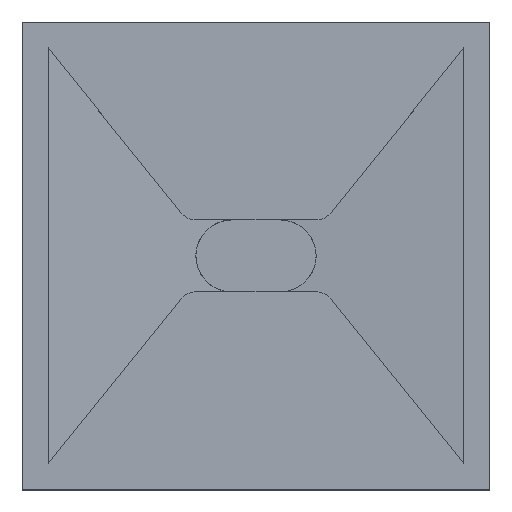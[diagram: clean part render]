
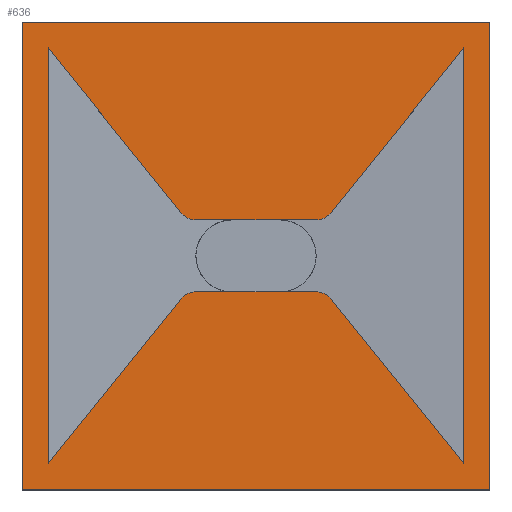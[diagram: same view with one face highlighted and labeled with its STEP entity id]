
A CAD part, top view. The second image highlights one B-rep face of the part: STEP entity #636.
In plain terms, the highlighted planar face has unit normal (0, 0, 1).
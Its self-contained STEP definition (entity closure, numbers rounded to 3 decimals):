
#18=CIRCLE('',#694,5.);
#19=CIRCLE('',#695,5.);
#20=CIRCLE('',#696,5.);
#21=CIRCLE('',#697,5.);
#89=ORIENTED_EDGE('',*,*,#254,.T.);
#90=ORIENTED_EDGE('',*,*,#256,.T.);
#91=ORIENTED_EDGE('',*,*,#257,.T.);
#92=ORIENTED_EDGE('',*,*,#251,.T.);
#93=ORIENTED_EDGE('',*,*,#258,.T.);
#94=ORIENTED_EDGE('',*,*,#259,.T.);
#95=ORIENTED_EDGE('',*,*,#260,.T.);
#96=ORIENTED_EDGE('',*,*,#261,.T.);
#97=ORIENTED_EDGE('',*,*,#262,.T.);
#98=ORIENTED_EDGE('',*,*,#240,.F.);
#99=ORIENTED_EDGE('',*,*,#263,.T.);
#100=ORIENTED_EDGE('',*,*,#264,.T.);
#101=ORIENTED_EDGE('',*,*,#265,.T.);
#102=ORIENTED_EDGE('',*,*,#266,.T.);
#103=ORIENTED_EDGE('',*,*,#267,.T.);
#104=ORIENTED_EDGE('',*,*,#234,.F.);
#234=EDGE_CURVE('',#320,#321,#374,.T.);
#240=EDGE_CURVE('',#325,#326,#380,.T.);
#251=EDGE_CURVE('',#336,#335,#391,.T.);
#254=EDGE_CURVE('',#335,#337,#394,.T.);
#256=EDGE_CURVE('',#337,#338,#396,.T.);
#257=EDGE_CURVE('',#338,#336,#397,.T.);
#258=EDGE_CURVE('',#320,#339,#398,.T.);
#259=EDGE_CURVE('',#339,#340,#18,.T.);
#260=EDGE_CURVE('',#340,#341,#399,.T.);
#261=EDGE_CURVE('',#341,#342,#19,.T.);
#262=EDGE_CURVE('',#342,#326,#400,.T.);
#263=EDGE_CURVE('',#325,#343,#401,.T.);
#264=EDGE_CURVE('',#343,#344,#20,.T.);
#265=EDGE_CURVE('',#344,#345,#402,.T.);
#266=EDGE_CURVE('',#345,#346,#21,.T.);
#267=EDGE_CURVE('',#346,#321,#403,.T.);
#320=VERTEX_POINT('',#955);
#321=VERTEX_POINT('',#957);
#325=VERTEX_POINT('',#968);
#326=VERTEX_POINT('',#970);
#335=VERTEX_POINT('',#991);
#336=VERTEX_POINT('',#993);
#337=VERTEX_POINT('',#997);
#338=VERTEX_POINT('',#1001);
#339=VERTEX_POINT('',#1007);
#340=VERTEX_POINT('',#1009);
#341=VERTEX_POINT('',#1011);
#342=VERTEX_POINT('',#1013);
#343=VERTEX_POINT('',#1016);
#344=VERTEX_POINT('',#1018);
#345=VERTEX_POINT('',#1020);
#346=VERTEX_POINT('',#1022);
#374=LINE('',#956,#452);
#380=LINE('',#969,#458);
#391=LINE('',#992,#469);
#394=LINE('',#998,#472);
#396=LINE('',#1002,#474);
#397=LINE('',#1004,#475);
#398=LINE('',#1006,#476);
#399=LINE('',#1010,#477);
#400=LINE('',#1014,#478);
#401=LINE('',#1015,#479);
#402=LINE('',#1019,#480);
#403=LINE('',#1023,#481);
#452=VECTOR('',#767,1000.);
#458=VECTOR('',#777,1000.);
#469=VECTOR('',#792,1000.);
#472=VECTOR('',#797,1000.);
#474=VECTOR('',#801,1000.);
#475=VECTOR('',#804,1000.);
#476=VECTOR('',#807,1000.);
#477=VECTOR('',#810,1000.);
#478=VECTOR('',#813,1000.);
#479=VECTOR('',#814,1000.);
#480=VECTOR('',#817,1000.);
#481=VECTOR('',#820,1000.);
#525=EDGE_LOOP('',(#89,#90,#91,#92));
#526=EDGE_LOOP('',(#93,#94,#95,#96,#97,#98,#99,#100,#101,#102,#103,#104));
#565=FACE_BOUND('',#525,.T.);
#566=FACE_BOUND('',#526,.T.);
#604=PLANE('',#693);
#636=ADVANCED_FACE('',(#565,#566),#604,.T.);
#693=AXIS2_PLACEMENT_3D('',#1005,#805,#806);
#694=AXIS2_PLACEMENT_3D('',#1008,#808,#809);
#695=AXIS2_PLACEMENT_3D('',#1012,#811,#812);
#696=AXIS2_PLACEMENT_3D('',#1017,#815,#816);
#697=AXIS2_PLACEMENT_3D('',#1021,#818,#819);
#767=DIRECTION('',(0.,-1.,0.));
#777=DIRECTION('',(0.,1.,0.));
#792=DIRECTION('',(0.,-1.,0.));
#797=DIRECTION('',(1.,0.,0.));
#801=DIRECTION('',(0.,1.,0.));
#804=DIRECTION('',(-1.,0.,0.));
#805=DIRECTION('',(0.,0.,1.));
#806=DIRECTION('',(1.,0.,0.));
#807=DIRECTION('',(0.628,-0.778,0.));
#808=DIRECTION('',(0.,0.,1.));
#809=DIRECTION('',(1.,0.,0.));
#810=DIRECTION('',(1.,0.,0.));
#811=DIRECTION('',(0.,0.,1.));
#812=DIRECTION('',(1.,0.,0.));
#813=DIRECTION('',(0.628,0.778,0.));
#814=DIRECTION('',(-0.628,0.778,0.));
#815=DIRECTION('',(0.,0.,1.));
#816=DIRECTION('',(1.,0.,0.));
#817=DIRECTION('',(-1.,0.,0.));
#818=DIRECTION('',(0.,0.,1.));
#819=DIRECTION('',(1.,0.,0.));
#820=DIRECTION('',(-0.628,-0.778,0.));
#955=CARTESIAN_POINT('',(-57.81,57.81,43.77));
#956=CARTESIAN_POINT('',(-57.81,57.81,43.77));
#957=CARTESIAN_POINT('',(-57.81,-57.81,43.77));
#968=CARTESIAN_POINT('',(57.81,-57.81,43.77));
#969=CARTESIAN_POINT('',(57.81,-57.81,43.77));
#970=CARTESIAN_POINT('',(57.81,57.81,43.77));
#991=CARTESIAN_POINT('',(-65.,-65.,43.77));
#992=CARTESIAN_POINT('',(-65.,65.,43.77));
#993=CARTESIAN_POINT('',(-65.,65.,43.77));
#997=CARTESIAN_POINT('',(65.,-65.,43.77));
#998=CARTESIAN_POINT('',(-65.,-65.,43.77));
#1001=CARTESIAN_POINT('',(65.,65.,43.77));
#1002=CARTESIAN_POINT('',(65.,-65.,43.77));
#1004=CARTESIAN_POINT('',(65.,65.,43.77));
#1005=CARTESIAN_POINT('',(0.,0.,43.77));
#1006=CARTESIAN_POINT('',(-57.81,57.81,43.77));
#1007=CARTESIAN_POINT('',(-20.701,11.859,43.77));
#1008=CARTESIAN_POINT('',(-16.811,15.,43.77));
#1009=CARTESIAN_POINT('',(-16.811,10.,43.77));
#1010=CARTESIAN_POINT('',(-19.2,10.,43.77));
#1011=CARTESIAN_POINT('',(16.811,10.,43.77));
#1012=CARTESIAN_POINT('',(16.811,15.,43.77));
#1013=CARTESIAN_POINT('',(20.701,11.859,43.77));
#1014=CARTESIAN_POINT('',(19.2,10.,43.77));
#1015=CARTESIAN_POINT('',(19.2,-10.,43.77));
#1016=CARTESIAN_POINT('',(20.701,-11.859,43.77));
#1017=CARTESIAN_POINT('',(16.811,-15.,43.77));
#1018=CARTESIAN_POINT('',(16.811,-10.,43.77));
#1019=CARTESIAN_POINT('',(-19.2,-10.,43.77));
#1020=CARTESIAN_POINT('',(-16.811,-10.,43.77));
#1021=CARTESIAN_POINT('',(-16.811,-15.,43.77));
#1022=CARTESIAN_POINT('',(-20.701,-11.859,43.77));
#1023=CARTESIAN_POINT('',(-19.2,-10.,43.77));
